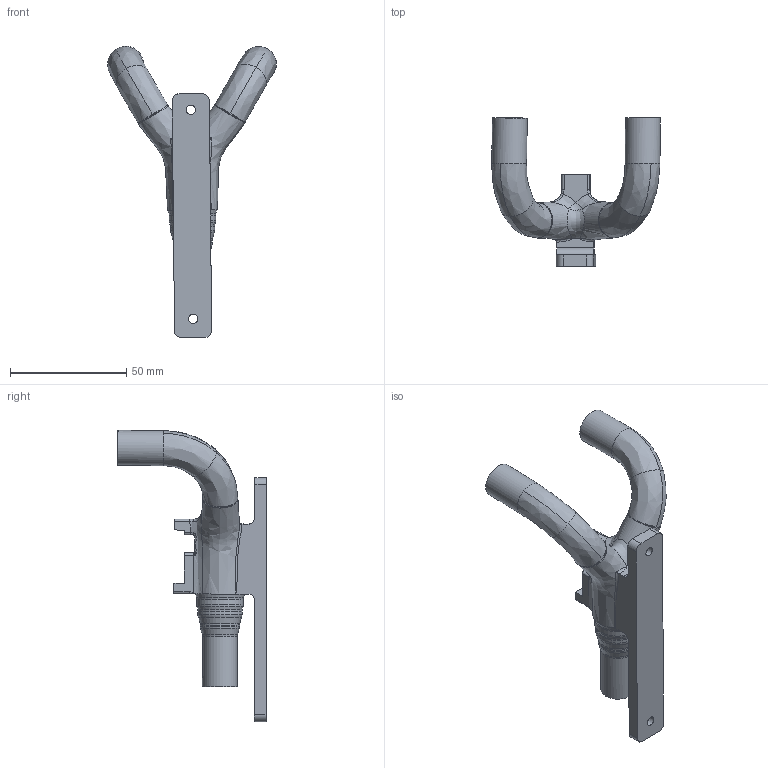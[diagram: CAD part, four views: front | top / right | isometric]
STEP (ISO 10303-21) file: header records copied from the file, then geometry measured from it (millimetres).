
FILE_DESCRIPTION(('STEP AP214'), '1');
FILE_NAME('òðîéíèê', '', ('UNSPECIFIED'), ('UNSPECIFIED'), 'C3D Converter', 'C3D Toolkit', '');
FILE_SCHEMA(('AUTOMOTIVE_DESIGN { 1 0 10303 214 3 1 1}'));
Length unit declared in the file: millimetre
Products named in the file (3): ws7040_splitter_D15
Assembly tree (3 placements, depth 2):
  (unnamed)
    ws7040_splitter_D15
    (unnamed)  x2
Bounding box: 72.65 x 64.14 x 125.49 mm (x, y, z)
Surface area: 25401.9 mm2 (no closed solid volume)
Topology: 0 solids, 1 shells, 204 faces, 515 edges, 312 vertices
Faces by surface type: bspline 77, plane 53, cylinder 49, torus 13, cone 9, extrusion 2, sphere 1
Full cylindrical faces by diameter (mm): 1.6 x2, 4 x2, 11 x4, 12 x1, 14 x1, 15 x3, 16 x1, 16.878 x1, 17.494 x1, 18.987 x1, 20 x1
Entity records: 21983 total; most frequent: CARTESIAN_POINT 16201, ORIENTED_EDGE 928, DIRECTION 591, EDGE_CURVE 465, VERTEX_POINT 310, EDGE_LOOP 263, AXIS2_PLACEMENT_3D 240, B_SPLINE_CURVE_WITH_KNOTS 237
